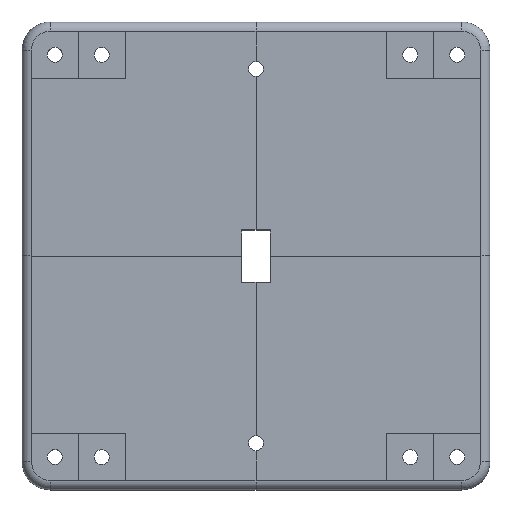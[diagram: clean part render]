
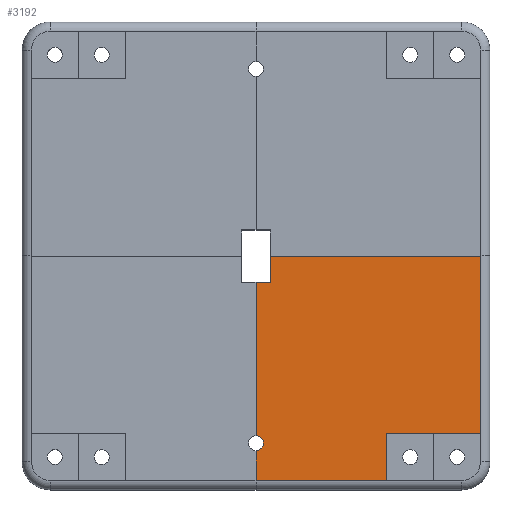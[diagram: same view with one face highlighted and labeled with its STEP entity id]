
A CAD part, top view. The second image highlights one B-rep face of the part: STEP entity #3192.
In plain terms, the highlighted planar face has unit normal (0, 0, 1).
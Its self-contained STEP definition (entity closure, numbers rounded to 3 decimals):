
#151=PLANE('',#3441);
#308=FACE_OUTER_BOUND('',#504,.T.);
#504=EDGE_LOOP('',(#2760,#2761,#2762,#2763,#2764,#2765,#2766,#2767,#2768,
#2769));
#767=LINE('',#4892,#1131);
#778=LINE('',#4926,#1142);
#799=LINE('',#4973,#1163);
#819=LINE('',#5017,#1183);
#837=LINE('',#5059,#1201);
#838=LINE('',#5061,#1202);
#839=LINE('',#5063,#1203);
#840=LINE('',#5064,#1204);
#841=LINE('',#5065,#1205);
#1131=VECTOR('',#3990,10.);
#1142=VECTOR('',#4025,10.);
#1163=VECTOR('',#4068,10.);
#1183=VECTOR('',#4104,10.);
#1201=VECTOR('',#4148,10.);
#1202=VECTOR('',#4149,10.);
#1203=VECTOR('',#4150,10.);
#1204=VECTOR('',#4151,10.);
#1205=VECTOR('',#4152,10.);
#1360=CIRCLE('',#3440,1.6);
#1544=VERTEX_POINT('',#4889);
#1545=VERTEX_POINT('',#4891);
#1555=VERTEX_POINT('',#4923);
#1556=VERTEX_POINT('',#4925);
#1571=VERTEX_POINT('',#4972);
#1587=VERTEX_POINT('',#5016);
#1597=VERTEX_POINT('',#5053);
#1598=VERTEX_POINT('',#5055);
#1599=VERTEX_POINT('',#5060);
#1600=VERTEX_POINT('',#5062);
#1922=EDGE_CURVE('',#1545,#1544,#767,.T.);
#1939=EDGE_CURVE('',#1556,#1555,#778,.T.);
#1962=EDGE_CURVE('',#1571,#1544,#799,.T.);
#1984=EDGE_CURVE('',#1587,#1556,#819,.T.);
#2003=EDGE_CURVE('',#1597,#1598,#1360,.T.);
#2005=EDGE_CURVE('',#1587,#1571,#837,.T.);
#2006=EDGE_CURVE('',#1599,#1555,#838,.T.);
#2007=EDGE_CURVE('',#1600,#1599,#839,.T.);
#2008=EDGE_CURVE('',#1600,#1598,#840,.T.);
#2009=EDGE_CURVE('',#1597,#1545,#841,.T.);
#2760=ORIENTED_EDGE('',*,*,#1962,.F.);
#2761=ORIENTED_EDGE('',*,*,#2005,.F.);
#2762=ORIENTED_EDGE('',*,*,#1984,.T.);
#2763=ORIENTED_EDGE('',*,*,#1939,.T.);
#2764=ORIENTED_EDGE('',*,*,#2006,.F.);
#2765=ORIENTED_EDGE('',*,*,#2007,.F.);
#2766=ORIENTED_EDGE('',*,*,#2008,.T.);
#2767=ORIENTED_EDGE('',*,*,#2003,.F.);
#2768=ORIENTED_EDGE('',*,*,#2009,.T.);
#2769=ORIENTED_EDGE('',*,*,#1922,.T.);
#3192=ADVANCED_FACE('',(#308),#151,.T.);
#3440=AXIS2_PLACEMENT_3D('',#5056,#4143,#4144);
#3441=AXIS2_PLACEMENT_3D('',#5058,#4146,#4147);
#3990=DIRECTION('',(1.,0.,0.));
#4025=DIRECTION('',(-1.,0.,0.));
#4068=DIRECTION('',(0.,-1.,0.));
#4104=DIRECTION('',(0.,1.,0.));
#4143=DIRECTION('center_axis',(0.,0.,1.));
#4144=DIRECTION('ref_axis',(1.,0.,0.));
#4146=DIRECTION('center_axis',(0.,0.,1.));
#4147=DIRECTION('ref_axis',(-1.,0.,0.));
#4148=DIRECTION('',(-1.,0.,0.));
#4149=DIRECTION('',(0.,1.,0.));
#4150=DIRECTION('',(1.,0.,0.));
#4151=DIRECTION('',(0.,-1.,0.));
#4152=DIRECTION('',(0.,-1.,0.));
#4889=CARTESIAN_POINT('',(28.,-48.,2.));
#4891=CARTESIAN_POINT('',(0.,-48.,2.));
#4892=CARTESIAN_POINT('',(48.,-48.,2.));
#4923=CARTESIAN_POINT('',(3.04,0.,2.));
#4925=CARTESIAN_POINT('',(48.,0.,2.));
#4926=CARTESIAN_POINT('',(12.,0.,2.));
#4972=CARTESIAN_POINT('',(28.,-38.,2.));
#4973=CARTESIAN_POINT('',(28.,-36.,2.));
#5016=CARTESIAN_POINT('',(48.,-38.,2.));
#5017=CARTESIAN_POINT('',(48.,0.,2.));
#5053=CARTESIAN_POINT('',(0.,-41.6,2.));
#5055=CARTESIAN_POINT('',(0.,-38.4,2.));
#5056=CARTESIAN_POINT('Origin',(0.,-40.,2.));
#5058=CARTESIAN_POINT('Origin',(24.,-24.,2.));
#5059=CARTESIAN_POINT('',(31.,-38.,2.));
#5060=CARTESIAN_POINT('',(3.04,-5.58,2.));
#5061=CARTESIAN_POINT('',(3.04,-14.79,2.));
#5062=CARTESIAN_POINT('',(0.,-5.58,2.));
#5063=CARTESIAN_POINT('',(12.,-5.58,2.));
#5064=CARTESIAN_POINT('',(0.,-37.,2.));
#5065=CARTESIAN_POINT('',(0.,-37.,2.));
